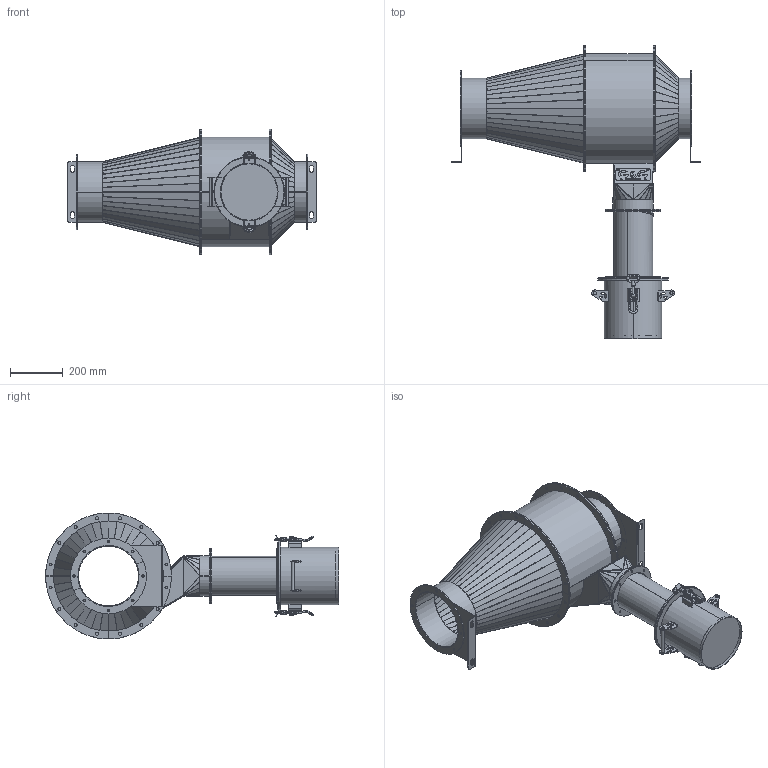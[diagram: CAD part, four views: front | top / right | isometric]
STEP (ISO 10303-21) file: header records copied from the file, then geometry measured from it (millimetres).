
FILE_DESCRIPTION (( 'STEP AP203' ), '1' );
FILE_NAME ('SS0004.STEP', '2023-11-14T11:44:53', ( '' ), ( '' ), 'SwSTEP 2.0', 'SolidWorks 2022', '' );
FILE_SCHEMA (( 'CONFIG_CONTROL_DESIGN' ));
Length unit declared in the file: millimetre
Products named in the file (38): OJ-S117-05 - REDUCT Q-R_Výchozí; PRGG-DNXXXX - FLANGE G&G_PRGG-DN225-2S; OJ-S007-02 - TUBE_Výchozí; K0051.1611451_UPNUTO; OJ-S007-01 - BODY_Výchozí; OJ-S117-01 - COLLAR_Výchozí; OJ-D000-22 - FLANGE TRAY_Výchozí; RU-D000-78 - COVER-LOGO_Výchozí; _K0051_griffK0051.1611452_Výchozí; OJ-S118-00 - WLDM COVER_Výchozí; OJ-D000-09 - SPIRO TUBE_Výchozí; _K0051_halter_2720_GH_Výchozí; OJ-D000-49 - SUPP FLANGE_Výchozí; OJ-S007-03 - BOTTOM_Výchozí; OJ-S118-03 - REDUCT_Výchozí; OJ-S118-02 - COLLAR_Výchozí; OJ-S116-03 - BODY_Výchozí; OJ-S117-06 - COLLAR_Výchozí; ISO 7380 M5X12-8.8 - SROUB 2; OJ-S007-04 - BRACKET CLIPS_Výchozí; _M 8_mutter_Výchozí; OJ-S116-04 - COLLAR_Výchozí; OJ-S117-08 - COLLAR_Výchozí; OJ-S117-03 - COVER RQ_Výchozí; OJ-D000-50 - FLANGE_Výchozí; OJ-D000-02 - SEAL_Výchozí; OJ-S117-00 - WLDM TUBE_Výchozí; PRGG-DNXXXX - FLANGE G&G_PRGG-DN150; OJ-M001-01 - ASSY TRAY_Výchozí; OJ-S007-00 - WLDM TRAY_Výchozí; OJ-S117-02 - REDUCT Q_Výchozí; OJ-225 - SPARK SEPARATOR D225 23-10_Výchozí; OJ-S116-00 - WLDM BODY_Výchozí; _K0051_verschluss_8_Výchozí; _K0051_spindel_8_Výchozí; SS0004; OJ-S007-06 - GRIP_Výchozí; OJ-S007-05 - BRACKET GRIP_Výchozí
Assembly tree (75 placements, depth 5):
  SS0004
    OJ-225 - SPARK SEPARATOR D225 23-10_Výchozí
      OJ-S116-00 - WLDM BODY_Výchozí
        OJ-S116-03 - BODY_Výchozí  x4
        OJ-D000-50 - FLANGE_Výchozí  x4
        OJ-S116-04 - COLLAR_Výchozí  x2
        PRGG-DNXXXX - FLANGE G&G_PRGG-DN225-2S  x2
      OJ-S117-00 - WLDM TUBE_Výchozí
        OJ-S117-01 - COLLAR_Výchozí  x2
        OJ-D000-50 - FLANGE_Výchozí  x8
        OJ-S117-02 - REDUCT Q_Výchozí
        OJ-S117-03 - COVER RQ_Výchozí
        OJ-S117-05 - REDUCT Q-R_Výchozí  x2
        OJ-S117-06 - COLLAR_Výchozí
        PRGG-DNXXXX - FLANGE G&G_PRGG-DN150
        OJ-S117-08 - COLLAR_Výchozí
      OJ-S118-00 - WLDM COVER_Výchozí
        OJ-D000-50 - FLANGE_Výchozí  x4
        OJ-S118-02 - COLLAR_Výchozí  x2
        PRGG-DNXXXX - FLANGE G&G_PRGG-DN225-2S  x2
        OJ-S118-03 - REDUCT_Výchozí  x2
      RU-D000-78 - COVER-LOGO_Výchozí
      OJ-M001-01 - ASSY TRAY_Výchozí
        OJ-S007-00 - WLDM TRAY_Výchozí
          OJ-S007-01 - BODY_Výchozí
          OJ-S007-02 - TUBE_Výchozí
          OJ-S007-03 - BOTTOM_Výchozí
          OJ-S007-04 - BRACKET CLIPS_Výchozí  x2
          OJ-S007-05 - BRACKET GRIP_Výchozí  x4
          OJ-S007-06 - GRIP_Výchozí  x2
        ISO 7380 M5X12-8.8 - SROUB 2  x4
        K0051.1611451_UPNUTO  x2
          _K0051_halter_2720_GH_Výchozí
          _K0051_griffK0051.1611452_Výchozí
          _K0051_spindel_8_Výchozí
          _K0051_verschluss_8_Výchozí
          _M 8_mutter_Výchozí
      OJ-D000-22 - FLANGE TRAY_Výchozí
      PRGG-DNXXXX - FLANGE G&G_PRGG-DN150  x2
      OJ-D000-02 - SEAL_Výchozí
      OJ-D000-49 - SUPP FLANGE_Výchozí  x2
      OJ-D000-09 - SPIRO TUBE_Výchozí
Bounding box: 943 x 1107 x 476 mm (x, y, z)
Volume: 3780472 mm3; surface area: 4120866.6 mm2
Topology: 72 solids, 73 shells, 2543 faces, 6022 edges, 3644 vertices
Faces by surface type: plane 1189, cylinder 780, bspline 460, cone 94, torus 12, sphere 8
Full cylindrical faces by diameter (mm): 214 x1, 217 x1
Entity records: 46390 total; most frequent: CARTESIAN_POINT 15742, ORIENTED_EDGE 5540, DIRECTION 4901, EDGE_CURVE 2770, LINE 1715, VECTOR 1715, VERTEX_POINT 1689, AXIS2_PLACEMENT_3D 1593
